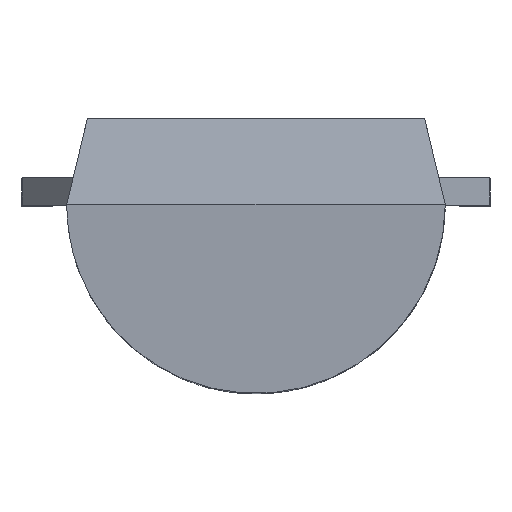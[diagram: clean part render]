
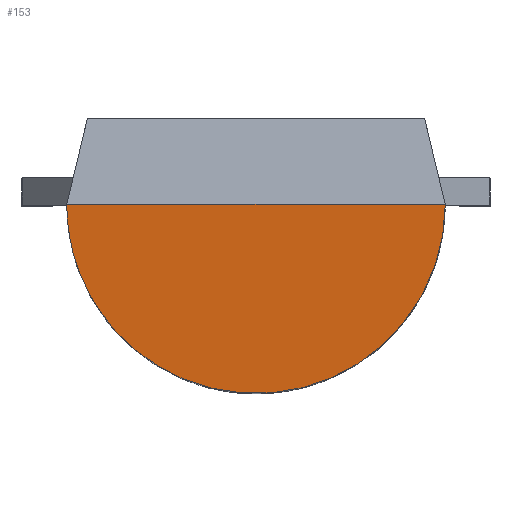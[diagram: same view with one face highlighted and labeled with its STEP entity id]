
A CAD part, top view. The second image highlights one B-rep face of the part: STEP entity #153.
In plain terms, the highlighted planar face has unit normal (0, -0.072, 0.997).
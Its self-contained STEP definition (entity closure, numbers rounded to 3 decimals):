
#133 = CARTESIAN_POINT ( 'NONE',  ( -2.2, 0., 4.3 ) ) ;
#153 = ADVANCED_FACE ( 'NONE', ( #806 ), #690, .F. ) ;
#263 = VERTEX_POINT ( 'NONE', #824 ) ;
#303 = CARTESIAN_POINT ( 'NONE',  ( -2.2, 0., 4.3 ) ) ;
#582 = EDGE_CURVE ( 'NONE', #1593, #263, #654, .T. ) ;
#654 = LINE ( 'NONE', #1025, #1932 ) ;
#690 = PLANE ( 'NONE',  #2070 ) ;
#692 = CARTESIAN_POINT ( 'NONE',  ( 2.2, -4.4, 3.98 ) ) ;
#806 = FACE_OUTER_BOUND ( 'NONE', #2139, .T. ) ;
#824 = CARTESIAN_POINT ( 'NONE',  ( 2.2, 0., 4.3 ) ) ;
#933 = ORIENTED_EDGE ( 'NONE', *, *, #582, .F. ) ;
#1025 = CARTESIAN_POINT ( 'NONE',  ( 0., 0., 4.3 ) ) ;
#1349 = DIRECTION ( 'NONE',  ( 1., 0., 0. ) ) ;
#1365 = CARTESIAN_POINT ( 'NONE',  ( 2.2, 0., 4.3 ) ) ;
#1593 = VERTEX_POINT ( 'NONE', #133 ) ;
#1605 = ORIENTED_EDGE ( 'NONE', *, *, #1820, .F. ) ;
#1711 = DIRECTION ( 'NONE',  ( 0., 0.997, 0.073 ) ) ;
#1723 =( BOUNDED_CURVE ( )  B_SPLINE_CURVE ( 3, ( #1365, #692, #1838, #303 ),
 .UNSPECIFIED., .F., .T. ) 
 B_SPLINE_CURVE_WITH_KNOTS ( ( 4, 4 ),
 ( 4.712, 7.854 ),
 .UNSPECIFIED. ) 
 CURVE ( )  GEOMETRIC_REPRESENTATION_ITEM ( )  RATIONAL_B_SPLINE_CURVE ( ( 1., 0.333, 0.333, 1. ) ) 
 REPRESENTATION_ITEM ( '' )  );
#1820 = EDGE_CURVE ( 'NONE', #263, #1593, #1723, .T. ) ;
#1838 = CARTESIAN_POINT ( 'NONE',  ( -2.2, -4.4, 3.98 ) ) ;
#1875 = DIRECTION ( 'NONE',  ( 0., 0.073, -0.997 ) ) ;
#1932 = VECTOR ( 'NONE', #1349, 1000. ) ;
#2031 = CARTESIAN_POINT ( 'NONE',  ( -2.8, 0., 4.3 ) ) ;
#2070 = AXIS2_PLACEMENT_3D ( 'NONE', #2031, #1875, #1711 ) ;
#2139 = EDGE_LOOP ( 'NONE', ( #1605, #933 ) ) ;
